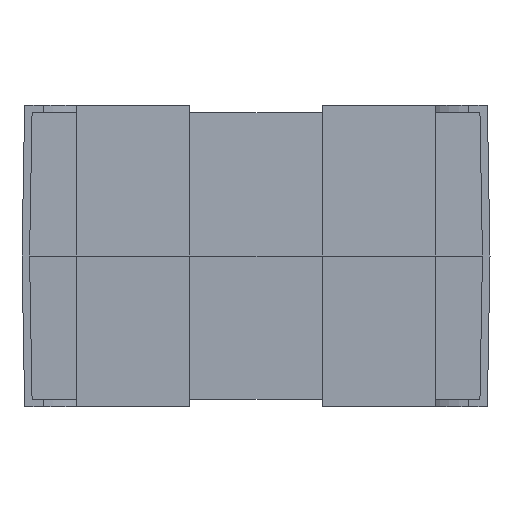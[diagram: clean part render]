
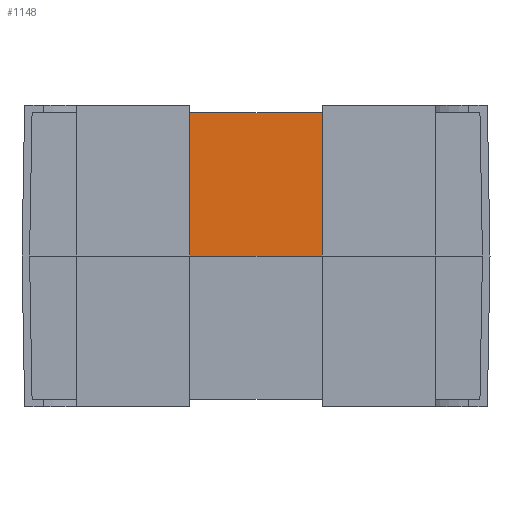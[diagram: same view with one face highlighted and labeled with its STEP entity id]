
A CAD part, front view. The second image highlights one B-rep face of the part: STEP entity #1148.
In plain terms, the highlighted planar face has unit normal (0, -1, 0.018).
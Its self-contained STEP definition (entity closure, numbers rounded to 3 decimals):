
#16 = AXIS2_PLACEMENT_3D ( 'NONE', #722, #657, #1462 ) ;
#177 = PLANE ( 'NONE',  #16 ) ;
#212 = CARTESIAN_POINT ( 'NONE',  ( 0., -0.973, 0.78 ) ) ;
#305 = FACE_OUTER_BOUND ( 'NONE', #557, .T. ) ;
#314 = LINE ( 'NONE', #1363, #3380 ) ;
#318 = ORIENTED_EDGE ( 'NONE', *, *, #2376, .T. ) ;
#334 = CARTESIAN_POINT ( 'NONE',  ( 0.175, -0.98, 0.4 ) ) ;
#441 = EDGE_CURVE ( 'NONE', #525, #1417, #314, .T. ) ;
#525 = VERTEX_POINT ( 'NONE', #2010 ) ;
#557 = EDGE_LOOP ( 'NONE', ( #318, #926, #1098, #3134 ) ) ;
#621 = LINE ( 'NONE', #1074, #789 ) ;
#657 = DIRECTION ( 'NONE',  ( 0., -1., 0.017 ) ) ;
#717 = EDGE_CURVE ( 'NONE', #525, #1547, #621, .T. ) ;
#722 = CARTESIAN_POINT ( 'NONE',  ( -0.6, -0.98, 0.4 ) ) ;
#789 = VECTOR ( 'NONE', #1087, 1000. ) ;
#900 = EDGE_CURVE ( 'NONE', #1417, #2884, #1842, .T. ) ;
#926 = ORIENTED_EDGE ( 'NONE', *, *, #717, .F. ) ;
#1074 = CARTESIAN_POINT ( 'NONE',  ( -0.175, -0.98, 0.4 ) ) ;
#1087 = DIRECTION ( 'NONE',  ( 0., 0.017, 1. ) ) ;
#1098 = ORIENTED_EDGE ( 'NONE', *, *, #441, .T. ) ;
#1148 = ADVANCED_FACE ( 'NONE', ( #305 ), #177, .T. ) ;
#1268 = DIRECTION ( 'NONE',  ( -1., 0., 0. ) ) ;
#1363 = CARTESIAN_POINT ( 'NONE',  ( -0.6, -0.98, 0.4 ) ) ;
#1417 = VERTEX_POINT ( 'NONE', #334 ) ;
#1462 = DIRECTION ( 'NONE',  ( 0., -0.017, -1. ) ) ;
#1521 = LINE ( 'NONE', #212, #2837 ) ;
#1547 = VERTEX_POINT ( 'NONE', #2004 ) ;
#1778 = CARTESIAN_POINT ( 'NONE',  ( 0.175, -0.973, 0.78 ) ) ;
#1842 = LINE ( 'NONE', #1873, #2886 ) ;
#1873 = CARTESIAN_POINT ( 'NONE',  ( 0.175, -0.98, 0.4 ) ) ;
#2004 = CARTESIAN_POINT ( 'NONE',  ( -0.175, -0.973, 0.78 ) ) ;
#2010 = CARTESIAN_POINT ( 'NONE',  ( -0.175, -0.98, 0.4 ) ) ;
#2376 = EDGE_CURVE ( 'NONE', #2884, #1547, #1521, .T. ) ;
#2648 = DIRECTION ( 'NONE',  ( 0., 0.017, 1. ) ) ;
#2775 = DIRECTION ( 'NONE',  ( 1., 0., 0. ) ) ;
#2837 = VECTOR ( 'NONE', #1268, 1000. ) ;
#2884 = VERTEX_POINT ( 'NONE', #1778 ) ;
#2886 = VECTOR ( 'NONE', #2648, 1000. ) ;
#3134 = ORIENTED_EDGE ( 'NONE', *, *, #900, .T. ) ;
#3380 = VECTOR ( 'NONE', #2775, 1000. ) ;
